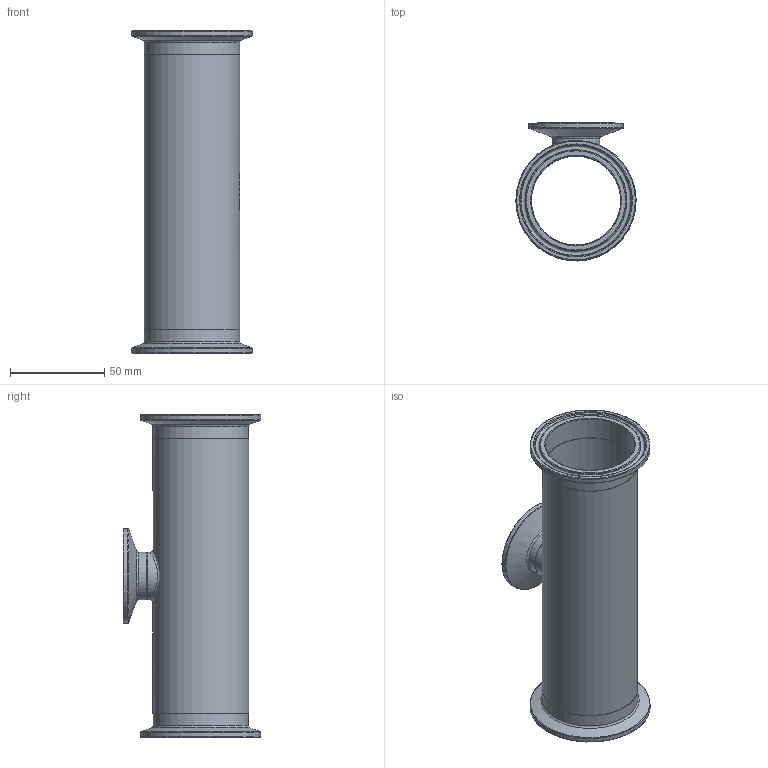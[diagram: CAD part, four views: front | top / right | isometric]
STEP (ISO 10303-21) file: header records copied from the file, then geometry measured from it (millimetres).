
FILE_DESCRIPTION(/* description */ (''),/* implementation_level */ '2;1');
FILE_NAME(/* name */ 'S7RMPS-2X1.stp',/* time_stamp */ '2018-11-30T08:56:24-05:00',/* author */ ('ken'),/* organization */ (''),/* preprocessor_version */ 'ST-DEVELOPER v15.2',/* originating_system */ 'Autodesk Inventor 2014',/* authorisation */ '');
FILE_SCHEMA (('AUTOMOTIVE_DESIGN { 1 0 10303 214 3 1 1 }'));
Length unit declared in the file: inch
Products named in the file (1): S7RMPS-2X1
Bounding box: 63.9 x 73.23 x 171.45 mm (x, y, z)
Volume: 60200.2 mm3; surface area: 63312.4 mm2
Topology: 1 solids, 1 shells, 433 faces, 1126 edges, 739 vertices
Faces by surface type: bspline 179, plane 171, cylinder 47, torus 27, cone 9
Full cylindrical faces by diameter (mm): 22.098 x2, 25.4 x2, 47.498 x3, 50.394 x1, 50.8 x3, 63.906 x2
Entity records: 16592 total; most frequent: CARTESIAN_POINT 7093, ORIENTED_EDGE 2150, DIRECTION 1453, EDGE_CURVE 1075, VERTEX_POINT 737, EDGE_LOOP 530, LINE 489, VECTOR 489
